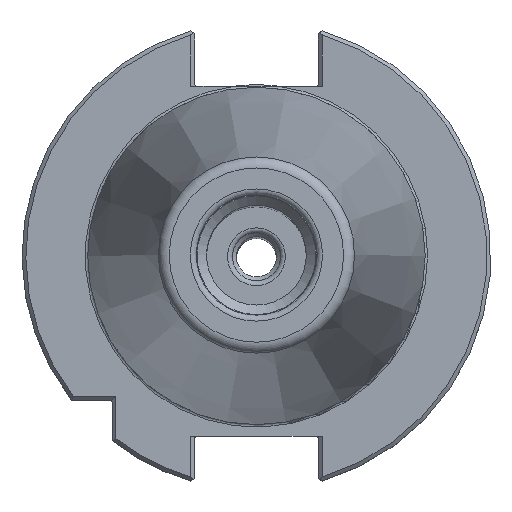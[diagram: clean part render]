
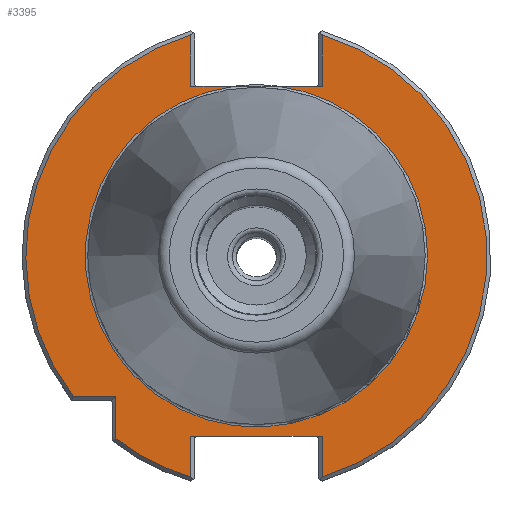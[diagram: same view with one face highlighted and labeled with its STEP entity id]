
A CAD part, top view. The second image highlights one B-rep face of the part: STEP entity #3395.
In plain terms, the highlighted planar face has unit normal (0, 0, 1).
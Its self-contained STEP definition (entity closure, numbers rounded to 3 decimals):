
#67=LINE('',#4781,#163);
#83=LINE('',#4839,#179);
#85=LINE('',#4843,#181);
#102=LINE('',#4921,#198);
#104=LINE('',#4927,#200);
#105=LINE('',#4930,#201);
#106=LINE('',#4932,#202);
#107=LINE('',#4936,#203);
#108=LINE('',#4938,#204);
#163=VECTOR('',#4006,1000.);
#179=VECTOR('',#4062,1000.);
#181=VECTOR('',#4064,1000.);
#198=VECTOR('',#4121,1000.);
#200=VECTOR('',#4127,1000.);
#201=VECTOR('',#4130,1000.);
#202=VECTOR('',#4133,1000.);
#203=VECTOR('',#4136,1000.);
#204=VECTOR('',#4137,1000.);
#528=ORIENTED_EDGE('',*,*,#1054,.T.);
#529=ORIENTED_EDGE('',*,*,#1055,.T.);
#530=ORIENTED_EDGE('',*,*,#989,.F.);
#531=ORIENTED_EDGE('',*,*,#1052,.T.);
#532=ORIENTED_EDGE('',*,*,#1056,.T.);
#533=ORIENTED_EDGE('',*,*,#1057,.T.);
#534=ORIENTED_EDGE('',*,*,#1020,.F.);
#535=ORIENTED_EDGE('',*,*,#1058,.F.);
#536=ORIENTED_EDGE('',*,*,#1018,.F.);
#537=ORIENTED_EDGE('',*,*,#1059,.T.);
#538=ORIENTED_EDGE('',*,*,#1060,.T.);
#539=ORIENTED_EDGE('',*,*,#1061,.T.);
#540=ORIENTED_EDGE('',*,*,#1062,.T.);
#989=EDGE_CURVE('',#1278,#1279,#67,.T.);
#1018=EDGE_CURVE('',#1300,#1301,#83,.T.);
#1020=EDGE_CURVE('',#1302,#1297,#85,.T.);
#1052=EDGE_CURVE('',#1278,#1326,#102,.T.);
#1054=EDGE_CURVE('',#1328,#1329,#1508,.T.);
#1055=EDGE_CURVE('',#1329,#1279,#104,.T.);
#1056=EDGE_CURVE('',#1326,#1330,#1509,.T.);
#1057=EDGE_CURVE('',#1330,#1297,#105,.T.);
#1058=EDGE_CURVE('',#1301,#1302,#1510,.T.);
#1059=EDGE_CURVE('',#1300,#1331,#106,.T.);
#1060=EDGE_CURVE('',#1331,#1332,#1511,.T.);
#1061=EDGE_CURVE('',#1332,#1333,#107,.T.);
#1062=EDGE_CURVE('',#1333,#1328,#108,.T.);
#1278=VERTEX_POINT('',#4780);
#1279=VERTEX_POINT('',#4782);
#1297=VERTEX_POINT('',#4832);
#1300=VERTEX_POINT('',#4838);
#1301=VERTEX_POINT('',#4840);
#1302=VERTEX_POINT('',#4842);
#1326=VERTEX_POINT('',#4919);
#1328=VERTEX_POINT('',#4925);
#1329=VERTEX_POINT('',#4926);
#1330=VERTEX_POINT('',#4929);
#1331=VERTEX_POINT('',#4933);
#1332=VERTEX_POINT('',#4935);
#1333=VERTEX_POINT('',#4937);
#1508=CIRCLE('',#3625,47.95);
#1509=CIRCLE('',#3626,47.95);
#1510=CIRCLE('',#3627,35.591);
#1511=CIRCLE('',#3628,47.95);
#1691=EDGE_LOOP('',(#528,#529,#530,#531,#532,#533,#534,#535,#536,#537,#538,
#539,#540));
#1951=FACE_BOUND('',#1691,.T.);
#2166=PLANE('',#3624);
#3395=ADVANCED_FACE('',(#1951),#2166,.T.);
#3624=AXIS2_PLACEMENT_3D('',#4923,#4123,#4124);
#3625=AXIS2_PLACEMENT_3D('',#4924,#4125,#4126);
#3626=AXIS2_PLACEMENT_3D('',#4928,#4128,#4129);
#3627=AXIS2_PLACEMENT_3D('',#4931,#4131,#4132);
#3628=AXIS2_PLACEMENT_3D('',#4934,#4134,#4135);
#4006=DIRECTION('',(-1.,0.,0.));
#4062=DIRECTION('',(1.,0.,0.));
#4064=DIRECTION('',(1.,0.,0.));
#4121=DIRECTION('',(0.,-1.,0.));
#4123=DIRECTION('',(0.,0.,1.));
#4124=DIRECTION('',(1.,0.,0.));
#4125=DIRECTION('',(0.,0.,1.));
#4126=DIRECTION('',(1.,0.,0.));
#4127=DIRECTION('',(0.,1.,0.));
#4128=DIRECTION('',(0.,0.,1.));
#4129=DIRECTION('',(1.,0.,0.));
#4130=DIRECTION('',(0.,-1.,0.));
#4131=DIRECTION('',(0.,0.,1.));
#4132=DIRECTION('',(1.,0.,0.));
#4133=DIRECTION('',(0.,1.,0.));
#4134=DIRECTION('',(0.,0.,1.));
#4135=DIRECTION('',(1.,0.,0.));
#4136=DIRECTION('',(1.,0.,0.));
#4137=DIRECTION('',(0.,-1.,0.));
#4780=CARTESIAN_POINT('',(13.65,-37.5,-3.2));
#4781=CARTESIAN_POINT('',(12.85,-37.5,-3.2));
#4782=CARTESIAN_POINT('',(-13.65,-37.5,-3.2));
#4832=CARTESIAN_POINT('',(13.65,35.3,-3.2));
#4838=CARTESIAN_POINT('',(-13.65,35.3,-3.2));
#4839=CARTESIAN_POINT('',(-12.85,35.3,-3.2));
#4840=CARTESIAN_POINT('',(-4.543,35.3,-3.2));
#4842=CARTESIAN_POINT('',(4.543,35.3,-3.2));
#4843=CARTESIAN_POINT('',(-12.85,35.3,-3.2));
#4919=CARTESIAN_POINT('',(13.65,-45.966,-3.2));
#4921=CARTESIAN_POINT('',(13.65,-47.181,-3.2));
#4923=CARTESIAN_POINT('',(35.591,0.,-3.2));
#4924=CARTESIAN_POINT('',(0.,0.,-3.2));
#4925=CARTESIAN_POINT('',(-29.2,-38.034,-3.2));
#4926=CARTESIAN_POINT('',(-13.65,-45.966,-3.2));
#4927=CARTESIAN_POINT('',(-13.65,-37.5,-3.2));
#4928=CARTESIAN_POINT('',(0.,0.,-3.2));
#4929=CARTESIAN_POINT('',(13.65,45.966,-3.2));
#4930=CARTESIAN_POINT('',(13.65,35.3,-3.2));
#4931=CARTESIAN_POINT('',(0.,0.,-3.2));
#4932=CARTESIAN_POINT('',(-13.65,47.181,-3.2));
#4933=CARTESIAN_POINT('',(-13.65,45.966,-3.2));
#4934=CARTESIAN_POINT('',(0.,0.,-3.2));
#4935=CARTESIAN_POINT('',(-38.034,-29.2,-3.2));
#4936=CARTESIAN_POINT('',(-30.,-29.2,-3.2));
#4937=CARTESIAN_POINT('',(-29.2,-29.2,-3.2));
#4938=CARTESIAN_POINT('',(-29.2,-38.616,-3.2));
